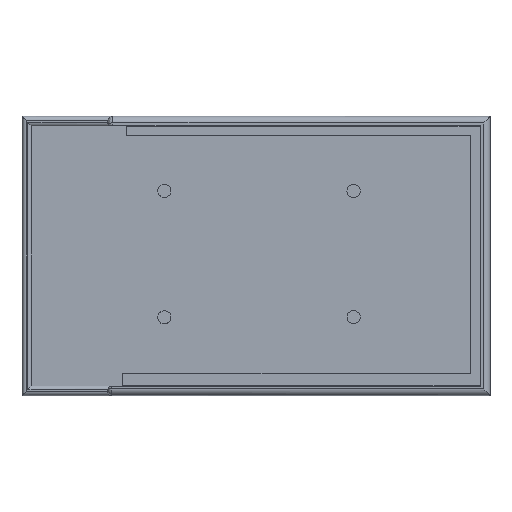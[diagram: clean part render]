
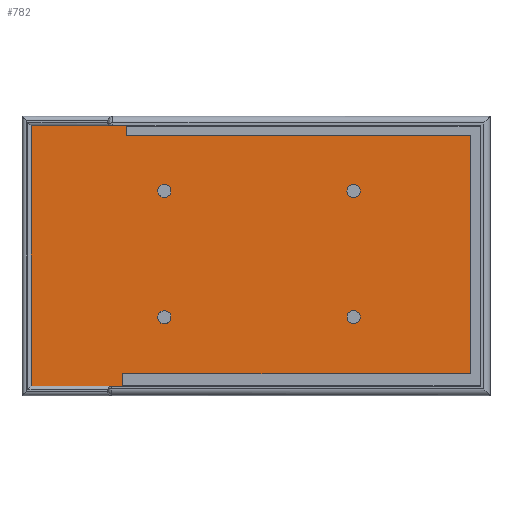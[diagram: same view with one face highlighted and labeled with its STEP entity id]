
A CAD part, top view. The second image highlights one B-rep face of the part: STEP entity #782.
In plain terms, the highlighted planar face has unit normal (0, 0, 1).
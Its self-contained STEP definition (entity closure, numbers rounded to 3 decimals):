
#15=FACE_BOUND('',#147,.T.);
#16=FACE_BOUND('',#148,.T.);
#17=FACE_BOUND('',#149,.T.);
#18=FACE_BOUND('',#150,.T.);
#19=FACE_BOUND('',#151,.T.);
#49=PLANE('',#868);
#99=FACE_OUTER_BOUND('',#146,.T.);
#146=EDGE_LOOP('',(#693,#694,#695,#696,#697,#698));
#147=EDGE_LOOP('',(#699));
#148=EDGE_LOOP('',(#700));
#149=EDGE_LOOP('',(#701));
#150=EDGE_LOOP('',(#702));
#151=EDGE_LOOP('',(#703,#704,#705,#706,#707,#708,#709,#710));
#168=CIRCLE('',#825,2.);
#170=CIRCLE('',#829,2.);
#172=CIRCLE('',#833,2.);
#174=CIRCLE('',#837,2.);
#179=LINE('',#1268,#251);
#186=LINE('',#1306,#258);
#199=LINE('',#1382,#271);
#203=LINE('',#1390,#275);
#206=LINE('',#1396,#278);
#209=LINE('',#1402,#281);
#212=LINE('',#1408,#284);
#215=LINE('',#1414,#287);
#218=LINE('',#1420,#290);
#221=LINE('',#1425,#293);
#231=LINE('',#1451,#303);
#233=LINE('',#1457,#305);
#234=LINE('',#1459,#306);
#246=LINE('',#1486,#318);
#251=VECTOR('',#901,10.);
#258=VECTOR('',#914,10.);
#271=VECTOR('',#979,10.);
#275=VECTOR('',#985,10.);
#278=VECTOR('',#990,10.);
#281=VECTOR('',#995,10.);
#284=VECTOR('',#1000,10.);
#287=VECTOR('',#1005,10.);
#290=VECTOR('',#1010,10.);
#293=VECTOR('',#1015,10.);
#303=VECTOR('',#1043,10.);
#305=VECTOR('',#1049,10.);
#306=VECTOR('',#1052,10.);
#318=VECTOR('',#1084,10.);
#327=VERTEX_POINT('',#1091);
#340=VERTEX_POINT('',#1267);
#344=VERTEX_POINT('',#1276);
#348=VERTEX_POINT('',#1304);
#358=VERTEX_POINT('',#1354);
#360=VERTEX_POINT('',#1361);
#362=VERTEX_POINT('',#1368);
#364=VERTEX_POINT('',#1375);
#365=VERTEX_POINT('',#1380);
#366=VERTEX_POINT('',#1381);
#369=VERTEX_POINT('',#1389);
#371=VERTEX_POINT('',#1395);
#373=VERTEX_POINT('',#1401);
#375=VERTEX_POINT('',#1407);
#377=VERTEX_POINT('',#1413);
#379=VERTEX_POINT('',#1419);
#387=VERTEX_POINT('',#1449);
#389=VERTEX_POINT('',#1455);
#412=EDGE_CURVE('',#327,#340,#179,.T.);
#422=EDGE_CURVE('',#348,#344,#186,.T.);
#439=EDGE_CURVE('',#358,#358,#168,.T.);
#442=EDGE_CURVE('',#360,#360,#170,.T.);
#445=EDGE_CURVE('',#362,#362,#172,.T.);
#448=EDGE_CURVE('',#364,#364,#174,.T.);
#449=EDGE_CURVE('',#365,#366,#199,.T.);
#453=EDGE_CURVE('',#369,#365,#203,.T.);
#456=EDGE_CURVE('',#371,#369,#206,.T.);
#459=EDGE_CURVE('',#373,#371,#209,.T.);
#462=EDGE_CURVE('',#366,#375,#212,.T.);
#465=EDGE_CURVE('',#375,#377,#215,.T.);
#468=EDGE_CURVE('',#377,#379,#218,.T.);
#471=EDGE_CURVE('',#379,#373,#221,.T.);
#484=EDGE_CURVE('',#387,#327,#231,.T.);
#487=EDGE_CURVE('',#389,#387,#233,.T.);
#488=EDGE_CURVE('',#344,#389,#234,.T.);
#502=EDGE_CURVE('',#340,#348,#246,.T.);
#693=ORIENTED_EDGE('',*,*,#487,.F.);
#694=ORIENTED_EDGE('',*,*,#488,.F.);
#695=ORIENTED_EDGE('',*,*,#422,.F.);
#696=ORIENTED_EDGE('',*,*,#502,.F.);
#697=ORIENTED_EDGE('',*,*,#412,.F.);
#698=ORIENTED_EDGE('',*,*,#484,.F.);
#699=ORIENTED_EDGE('',*,*,#439,.T.);
#700=ORIENTED_EDGE('',*,*,#442,.T.);
#701=ORIENTED_EDGE('',*,*,#445,.T.);
#702=ORIENTED_EDGE('',*,*,#448,.T.);
#703=ORIENTED_EDGE('',*,*,#459,.T.);
#704=ORIENTED_EDGE('',*,*,#456,.T.);
#705=ORIENTED_EDGE('',*,*,#453,.T.);
#706=ORIENTED_EDGE('',*,*,#449,.T.);
#707=ORIENTED_EDGE('',*,*,#462,.T.);
#708=ORIENTED_EDGE('',*,*,#465,.T.);
#709=ORIENTED_EDGE('',*,*,#468,.T.);
#710=ORIENTED_EDGE('',*,*,#471,.T.);
#782=ADVANCED_FACE('',(#99,#15,#16,#17,#18,#19),#49,.F.);
#825=AXIS2_PLACEMENT_3D('',#1356,#946,#947);
#829=AXIS2_PLACEMENT_3D('',#1363,#955,#956);
#833=AXIS2_PLACEMENT_3D('',#1370,#964,#965);
#837=AXIS2_PLACEMENT_3D('',#1377,#973,#974);
#868=AXIS2_PLACEMENT_3D('',#1485,#1082,#1083);
#901=DIRECTION('',(1.,0.,0.));
#914=DIRECTION('',(-1.,0.,0.));
#946=DIRECTION('center_axis',(0.,0.,-1.));
#947=DIRECTION('ref_axis',(1.,0.,0.));
#955=DIRECTION('center_axis',(0.,0.,-1.));
#956=DIRECTION('ref_axis',(1.,0.,0.));
#964=DIRECTION('center_axis',(0.,0.,-1.));
#965=DIRECTION('ref_axis',(1.,0.,0.));
#973=DIRECTION('center_axis',(0.,0.,-1.));
#974=DIRECTION('ref_axis',(1.,0.,0.));
#979=DIRECTION('',(1.,0.,0.));
#985=DIRECTION('',(0.,1.,0.));
#990=DIRECTION('',(-1.,0.,0.));
#995=DIRECTION('',(0.,1.,0.));
#1000=DIRECTION('',(0.,-1.,0.));
#1005=DIRECTION('',(-1.,0.,0.));
#1010=DIRECTION('',(0.,1.,0.));
#1015=DIRECTION('',(1.,0.,0.));
#1043=DIRECTION('',(1.,0.,0.));
#1049=DIRECTION('',(0.,1.,0.));
#1052=DIRECTION('',(-1.,0.,0.));
#1082=DIRECTION('center_axis',(0.,0.,-1.));
#1083=DIRECTION('ref_axis',(-1.,0.,0.));
#1084=DIRECTION('',(0.,-1.,0.));
#1091=CARTESIAN_POINT('',(99.057,-58.065,1.5));
#1267=CARTESIAN_POINT('',(210.06,-58.065,1.5));
#1268=CARTESIAN_POINT('',(108.345,-58.065,1.5));
#1276=CARTESIAN_POINT('',(98.571,-136.715,1.5));
#1304=CARTESIAN_POINT('',(210.06,-136.715,1.5));
#1306=CARTESIAN_POINT('',(176.155,-136.715,1.5));
#1354=CARTESIAN_POINT('',(169.69,-77.785,1.5));
#1356=CARTESIAN_POINT('Origin',(171.69,-77.785,1.5));
#1361=CARTESIAN_POINT('',(112.58,-77.715,1.5));
#1363=CARTESIAN_POINT('Origin',(114.58,-77.715,1.5));
#1368=CARTESIAN_POINT('',(169.71,-115.835,1.5));
#1370=CARTESIAN_POINT('Origin',(171.71,-115.835,1.5));
#1375=CARTESIAN_POINT('',(112.57,-115.875,1.5));
#1377=CARTESIAN_POINT('Origin',(114.57,-115.875,1.5));
#1380=CARTESIAN_POINT('',(103.056,-58.265,1.5));
#1381=CARTESIAN_POINT('',(209.86,-58.265,1.5));
#1382=CARTESIAN_POINT('',(176.055,-58.265,1.5));
#1389=CARTESIAN_POINT('',(103.056,-61.,1.5));
#1390=CARTESIAN_POINT('',(103.056,-77.828,1.5));
#1395=CARTESIAN_POINT('',(207.,-61.,1.5));
#1396=CARTESIAN_POINT('',(122.653,-61.,1.5));
#1401=CARTESIAN_POINT('',(207.,-133.,1.5));
#1402=CARTESIAN_POINT('',(207.,-79.195,1.5));
#1407=CARTESIAN_POINT('',(209.86,-136.515,1.5));
#1408=CARTESIAN_POINT('',(209.86,-116.953,1.5));
#1413=CARTESIAN_POINT('',(102.,-136.515,1.5));
#1414=CARTESIAN_POINT('',(122.125,-136.515,1.5));
#1419=CARTESIAN_POINT('',(102.,-133.,1.5));
#1420=CARTESIAN_POINT('',(102.,-115.195,1.5));
#1425=CARTESIAN_POINT('',(174.625,-133.,1.5));
#1449=CARTESIAN_POINT('',(74.44,-58.065,1.5));
#1451=CARTESIAN_POINT('',(108.345,-58.065,1.5));
#1455=CARTESIAN_POINT('',(74.44,-136.715,1.5));
#1457=CARTESIAN_POINT('',(74.44,-117.053,1.5));
#1459=CARTESIAN_POINT('',(176.155,-136.715,1.5));
#1485=CARTESIAN_POINT('Origin',(142.25,-97.39,1.5));
#1486=CARTESIAN_POINT('',(210.06,-77.728,1.5));
